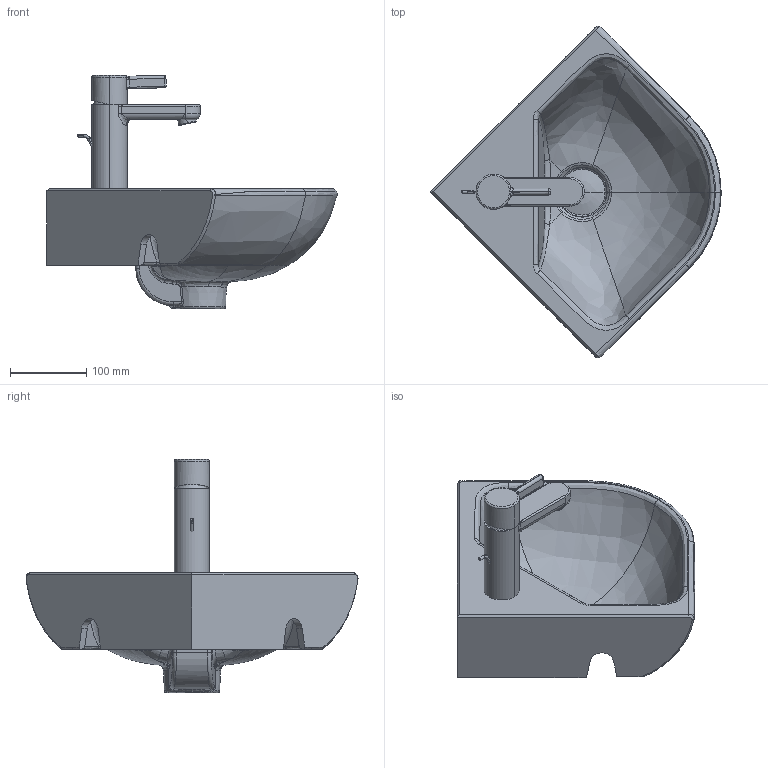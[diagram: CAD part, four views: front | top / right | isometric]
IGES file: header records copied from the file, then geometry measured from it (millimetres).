
Global section: file name: No Iges File Name specified; native system: Autodesk Inventor 2011; preprocessor: AutoDesk Inventor Iges Exporter R2011; author: Administrator; date: 20160104.121449; units: millimetre
Bounding box: 379.94 x 434.35 x 305.56 mm (x, y, z)
Volume: 3753968.9 mm3; surface area: 458612.8 mm2
Topology: 7 solids, 7 shells, 414 faces, 1062 edges, 650 vertices
Faces by surface type: bspline 190, plane 88, cylinder 58, revolution 54, torus 19, cone 3, sphere 2
